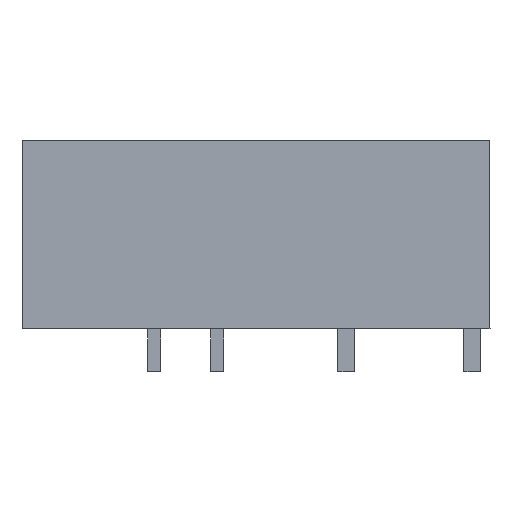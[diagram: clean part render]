
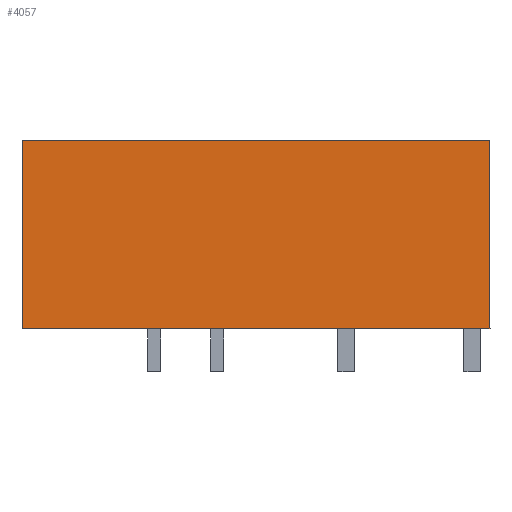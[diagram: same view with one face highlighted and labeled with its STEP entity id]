
A CAD part, left-side view. The second image highlights one B-rep face of the part: STEP entity #4057.
In plain terms, the highlighted planar face has unit normal (-1, 0, 0).
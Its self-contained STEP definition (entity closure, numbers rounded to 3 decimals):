
#4044=AXIS2_PLACEMENT_3D('Plane Axis2P3D',#4041,#4042,#4043) ;
#1444=CARTESIAN_POINT('Vertex',(0.,0.,14.)) ;
#1447=CARTESIAN_POINT('Line Origine',(0.,0.,8.3)) ;
#1451=CARTESIAN_POINT('Vertex',(0.,0.,2.6)) ;
#1571=CARTESIAN_POINT('Line Origine',(0.,14.15,2.6)) ;
#1575=CARTESIAN_POINT('Vertex',(0.,28.3,2.6)) ;
#3318=CARTESIAN_POINT('Vertex',(0.,28.3,14.)) ;
#3427=CARTESIAN_POINT('Line Origine',(0.,28.3,8.3)) ;
#4041=CARTESIAN_POINT('Axis2P3D Location',(0.,0.,17.5)) ;
#4046=CARTESIAN_POINT('Line Origine',(0.,14.15,14.)) ;
#1448=DIRECTION('Vector Direction',(0.,0.,-1.)) ;
#1572=DIRECTION('Vector Direction',(0.,-1.,0.)) ;
#3428=DIRECTION('Vector Direction',(0.,0.,1.)) ;
#4042=DIRECTION('Axis2P3D Direction',(-1.,0.,0.)) ;
#4043=DIRECTION('Axis2P3D XDirection',(0.,1.,0.)) ;
#4047=DIRECTION('Vector Direction',(0.,-1.,0.)) ;
#1449=VECTOR('Line Direction',#1448,1.) ;
#1573=VECTOR('Line Direction',#1572,1.) ;
#3429=VECTOR('Line Direction',#3428,1.) ;
#4048=VECTOR('Line Direction',#4047,1.) ;
#4052=ORIENTED_EDGE('',*,*,#4050,.F.) ;
#4053=ORIENTED_EDGE('',*,*,#3431,.F.) ;
#4054=ORIENTED_EDGE('',*,*,#1577,.T.) ;
#4055=ORIENTED_EDGE('',*,*,#1453,.T.) ;
#4057=ADVANCED_FACE('model',(#4056),#4045,.T.) ;
#1453=EDGE_CURVE('',#1452,#1445,#1450,.F.) ;
#1577=EDGE_CURVE('',#1576,#1452,#1574,.T.) ;
#3431=EDGE_CURVE('',#1576,#3319,#3430,.T.) ;
#4050=EDGE_CURVE('',#3319,#1445,#4049,.T.) ;
#4051=EDGE_LOOP('',(#4052,#4053,#4054,#4055)) ;
#4056=FACE_OUTER_BOUND('',#4051,.T.) ;
#1450=LINE('Line',#1447,#1449) ;
#1574=LINE('Line',#1571,#1573) ;
#3430=LINE('Line',#3427,#3429) ;
#4049=LINE('Line',#4046,#4048) ;
#4045=PLANE('',#4044) ;
#1445=VERTEX_POINT('',#1444) ;
#1452=VERTEX_POINT('',#1451) ;
#1576=VERTEX_POINT('',#1575) ;
#3319=VERTEX_POINT('',#3318) ;
